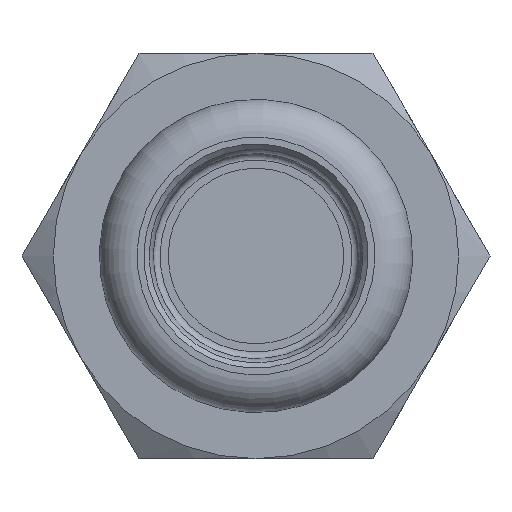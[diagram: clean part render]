
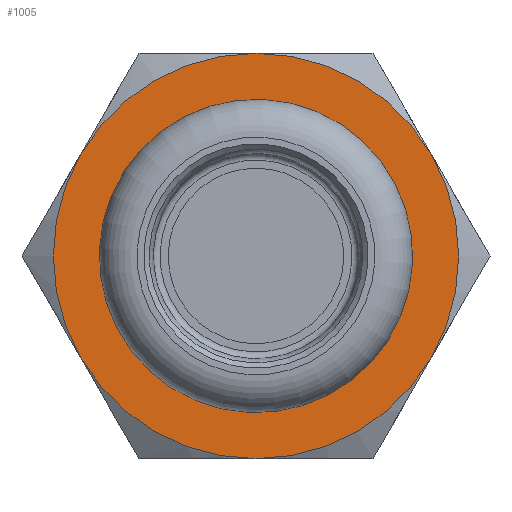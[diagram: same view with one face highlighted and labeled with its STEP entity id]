
A CAD part, left-side view. The second image highlights one B-rep face of the part: STEP entity #1005.
In plain terms, the highlighted planar face has unit normal (-1, 0, 0).
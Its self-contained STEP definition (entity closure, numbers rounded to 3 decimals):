
#167=FACE_BOUND('',#247,.T.);
#177=FACE_OUTER_BOUND('',#246,.T.);
#246=EDGE_LOOP('',(#628,#629,#630,#631,#632,#633));
#247=EDGE_LOOP('',(#634));
#327=CIRCLE('',#1106,15.);
#328=CIRCLE('',#1107,15.);
#329=CIRCLE('',#1108,15.);
#330=CIRCLE('',#1109,15.);
#331=CIRCLE('',#1110,15.);
#332=CIRCLE('',#1111,15.);
#333=CIRCLE('',#1112,11.);
#394=VERTEX_POINT('',#1550);
#395=VERTEX_POINT('',#1551);
#396=VERTEX_POINT('',#1553);
#397=VERTEX_POINT('',#1555);
#398=VERTEX_POINT('',#1557);
#399=VERTEX_POINT('',#1559);
#400=VERTEX_POINT('',#1562);
#482=EDGE_CURVE('',#394,#395,#327,.T.);
#483=EDGE_CURVE('',#396,#394,#328,.T.);
#484=EDGE_CURVE('',#397,#396,#329,.T.);
#485=EDGE_CURVE('',#398,#397,#330,.T.);
#486=EDGE_CURVE('',#399,#398,#331,.T.);
#487=EDGE_CURVE('',#395,#399,#332,.T.);
#488=EDGE_CURVE('',#400,#400,#333,.T.);
#628=ORIENTED_EDGE('',*,*,#482,.F.);
#629=ORIENTED_EDGE('',*,*,#483,.F.);
#630=ORIENTED_EDGE('',*,*,#484,.F.);
#631=ORIENTED_EDGE('',*,*,#485,.F.);
#632=ORIENTED_EDGE('',*,*,#486,.F.);
#633=ORIENTED_EDGE('',*,*,#487,.F.);
#634=ORIENTED_EDGE('',*,*,#488,.F.);
#914=PLANE('',#1105);
#1005=ADVANCED_FACE('',(#177,#167),#914,.F.);
#1105=AXIS2_PLACEMENT_3D('',#1549,#1254,#1255);
#1106=AXIS2_PLACEMENT_3D('',#1552,#1256,#1257);
#1107=AXIS2_PLACEMENT_3D('',#1554,#1258,#1259);
#1108=AXIS2_PLACEMENT_3D('',#1556,#1260,#1261);
#1109=AXIS2_PLACEMENT_3D('',#1558,#1262,#1263);
#1110=AXIS2_PLACEMENT_3D('',#1560,#1264,#1265);
#1111=AXIS2_PLACEMENT_3D('',#1561,#1266,#1267);
#1112=AXIS2_PLACEMENT_3D('',#1563,#1268,#1269);
#1254=DIRECTION('center_axis',(1.,0.,0.));
#1255=DIRECTION('ref_axis',(0.,1.,0.));
#1256=DIRECTION('center_axis',(1.,0.,0.));
#1257=DIRECTION('ref_axis',(0.,-0.98,-0.2));
#1258=DIRECTION('center_axis',(1.,0.,0.));
#1259=DIRECTION('ref_axis',(0.,-0.98,-0.2));
#1260=DIRECTION('center_axis',(1.,0.,0.));
#1261=DIRECTION('ref_axis',(0.,-0.98,-0.2));
#1262=DIRECTION('center_axis',(1.,0.,0.));
#1263=DIRECTION('ref_axis',(0.,-0.98,-0.2));
#1264=DIRECTION('center_axis',(1.,0.,0.));
#1265=DIRECTION('ref_axis',(0.,-0.98,-0.2));
#1266=DIRECTION('center_axis',(1.,0.,0.));
#1267=DIRECTION('ref_axis',(0.,-0.98,-0.2));
#1268=DIRECTION('center_axis',(-1.,0.,0.));
#1269=DIRECTION('ref_axis',(0.,-0.764,-0.645));
#1549=CARTESIAN_POINT('Origin',(21.1,11.05,0.));
#1550=CARTESIAN_POINT('',(21.1,-12.99,7.5));
#1551=CARTESIAN_POINT('',(21.1,-12.99,-7.5));
#1552=CARTESIAN_POINT('Origin',(21.1,0.,0.));
#1553=CARTESIAN_POINT('',(21.1,0.,15.));
#1554=CARTESIAN_POINT('Origin',(21.1,0.,0.));
#1555=CARTESIAN_POINT('',(21.1,12.99,7.5));
#1556=CARTESIAN_POINT('Origin',(21.1,0.,0.));
#1557=CARTESIAN_POINT('',(21.1,12.99,-7.5));
#1558=CARTESIAN_POINT('Origin',(21.1,0.,0.));
#1559=CARTESIAN_POINT('',(21.1,0.,-15.));
#1560=CARTESIAN_POINT('Origin',(21.1,0.,0.));
#1561=CARTESIAN_POINT('Origin',(21.1,0.,0.));
#1562=CARTESIAN_POINT('',(21.1,8.407,7.094));
#1563=CARTESIAN_POINT('Origin',(21.1,0.,0.));
